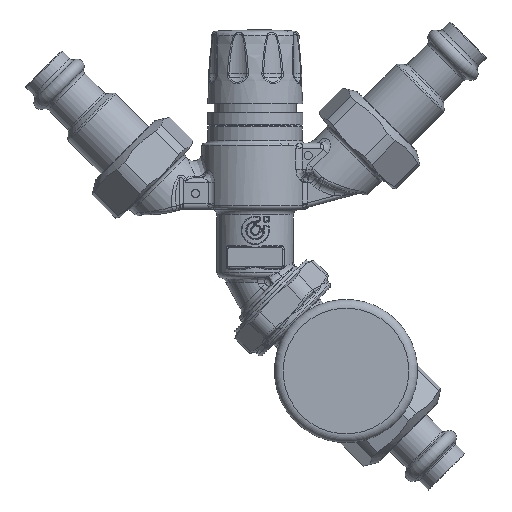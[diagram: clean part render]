
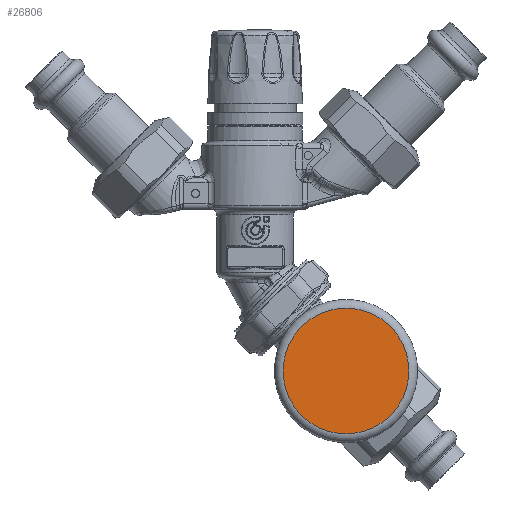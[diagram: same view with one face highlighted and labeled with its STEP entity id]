
A CAD part, top view. The second image highlights one B-rep face of the part: STEP entity #26806.
In plain terms, the highlighted face is planar.
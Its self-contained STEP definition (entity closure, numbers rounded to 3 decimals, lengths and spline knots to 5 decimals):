
#5051=FACE_OUTER_BOUND('',#6823,.T.);
#6823=EDGE_LOOP('',(#24227));
#10776=CIRCLE('',#29874,0.905);
#12979=VERTEX_POINT('',#87819);
#16746=EDGE_CURVE('',#12979,#12979,#10776,.T.);
#24227=ORIENTED_EDGE('',*,*,#16746,.F.);
#25211=PLANE('',#29880);
#26806=ADVANCED_FACE('',(#5051),#25211,.T.);
#29874=AXIS2_PLACEMENT_3D('',#87820,#36677,#36678);
#29880=AXIS2_PLACEMENT_3D('',#87830,#36690,#36691);
#36677=DIRECTION('center_axis',(-1.,0.,0.));
#36678=DIRECTION('ref_axis',(0.,1.,0.));
#36690=DIRECTION('center_axis',(1.,0.,0.));
#36691=DIRECTION('ref_axis',(0.,-1.,0.));
#87819=CARTESIAN_POINT('',(1.4924,0.905,0.));
#87820=CARTESIAN_POINT('Origin',(1.4924,0.,
0.));
#87830=CARTESIAN_POINT('Origin',(1.4924,0.,
0.));
